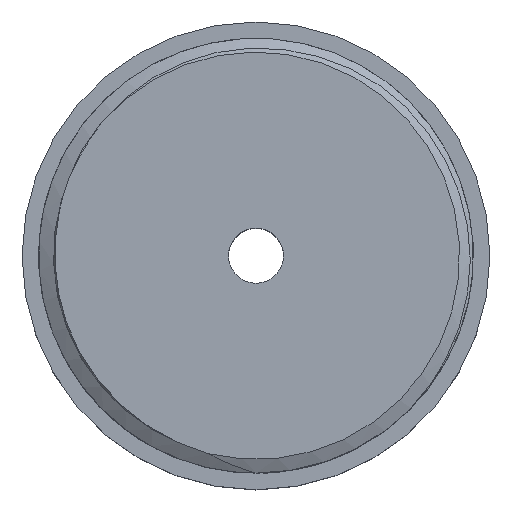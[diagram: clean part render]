
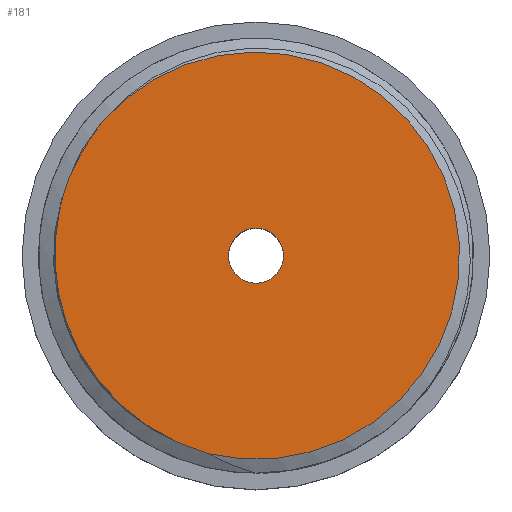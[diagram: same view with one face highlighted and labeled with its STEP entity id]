
A CAD part, top view. The second image highlights one B-rep face of the part: STEP entity #181.
In plain terms, the highlighted planar face has unit normal (0, 0, 1).
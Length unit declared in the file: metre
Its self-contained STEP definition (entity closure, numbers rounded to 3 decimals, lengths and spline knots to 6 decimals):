
#23=PLANE('',#209);
#27=B_SPLINE_CURVE_WITH_KNOTS('',3,(#422,#423,#424,#425),.UNSPECIFIED.,
 .F.,.F.,(4,4),(0.007139,0.007693),.UNSPECIFIED.);
#28=B_SPLINE_CURVE_WITH_KNOTS('',3,(#430,#431,#432,#433),.UNSPECIFIED.,
 .F.,.F.,(4,4),(0.010593,0.011124),.UNSPECIFIED.);
#29=B_SPLINE_CURVE_WITH_KNOTS('',3,(#435,#436,#437,#438,#439),
 .UNSPECIFIED.,.F.,.F.,(4,1,4),(0.00724,0.010164,0.013087),
 .UNSPECIFIED.);
#46=ORIENTED_EDGE('',*,*,#96,.F.);
#47=ORIENTED_EDGE('',*,*,#97,.T.);
#48=ORIENTED_EDGE('',*,*,#98,.F.);
#49=ORIENTED_EDGE('',*,*,#99,.F.);
#50=ORIENTED_EDGE('',*,*,#100,.T.);
#96=EDGE_CURVE('',#121,#122,#27,.T.);
#97=EDGE_CURVE('',#121,#123,#135,.T.);
#98=EDGE_CURVE('',#124,#123,#28,.F.);
#99=EDGE_CURVE('',#122,#124,#29,.T.);
#100=EDGE_CURVE('',#125,#125,#136,.T.);
#121=VERTEX_POINT('',#426);
#122=VERTEX_POINT('',#427);
#123=VERTEX_POINT('',#429);
#124=VERTEX_POINT('',#434);
#125=VERTEX_POINT('',#441);
#135=CIRCLE('',#210,0.0037);
#136=CIRCLE('',#211,0.0005);
#142=EDGE_LOOP('',(#46,#47,#48,#49));
#143=EDGE_LOOP('',(#50));
#160=FACE_BOUND('',#142,.T.);
#161=FACE_BOUND('',#143,.T.);
#181=ADVANCED_FACE('',(#160,#161),#23,.T.);
#209=AXIS2_PLACEMENT_3D('',#421,#229,#230);
#210=AXIS2_PLACEMENT_3D('',#428,#231,#232);
#211=AXIS2_PLACEMENT_3D('',#440,#233,#234);
#229=DIRECTION('',(0.,0.,1.));
#230=DIRECTION('',(1.,0.,0.));
#231=DIRECTION('',(0.,0.,1.));
#232=DIRECTION('',(1.,0.,0.));
#233=DIRECTION('',(0.,0.,-1.));
#234=DIRECTION('',(-1.,0.,0.));
#421=CARTESIAN_POINT('',(0.,0.,0.011));
#422=CARTESIAN_POINT('',(-0.000859,-0.003599,0.011));
#423=CARTESIAN_POINT('',(-0.001037,-0.003549,0.011));
#424=CARTESIAN_POINT('',(-0.001211,-0.003486,0.011));
#425=CARTESIAN_POINT('',(-0.00138,-0.003411,0.011));
#426=CARTESIAN_POINT('',(-0.000859,-0.003599,0.011));
#427=CARTESIAN_POINT('',(-0.00138,-0.003411,0.011));
#428=CARTESIAN_POINT('',(0.,0.,0.011));
#429=CARTESIAN_POINT('',(-0.003171,0.001907,0.011));
#430=CARTESIAN_POINT('',(-0.003171,0.001907,0.011));
#431=CARTESIAN_POINT('',(-0.003255,0.001753,0.011));
#432=CARTESIAN_POINT('',(-0.003329,0.001593,0.011));
#433=CARTESIAN_POINT('',(-0.003391,0.001427,0.011));
#434=CARTESIAN_POINT('',(-0.003391,0.001427,0.011));
#435=CARTESIAN_POINT('',(-0.00138,-0.003411,0.011));
#436=CARTESIAN_POINT('',(-0.002275,-0.003025,0.011));
#437=CARTESIAN_POINT('',(-0.003736,-0.001549,0.011));
#438=CARTESIAN_POINT('',(-0.003746,0.000523,0.011));
#439=CARTESIAN_POINT('',(-0.003391,0.001427,0.011));
#440=CARTESIAN_POINT('',(0.,0.,0.011));
#441=CARTESIAN_POINT('',(-0.0005,0.,0.011));
